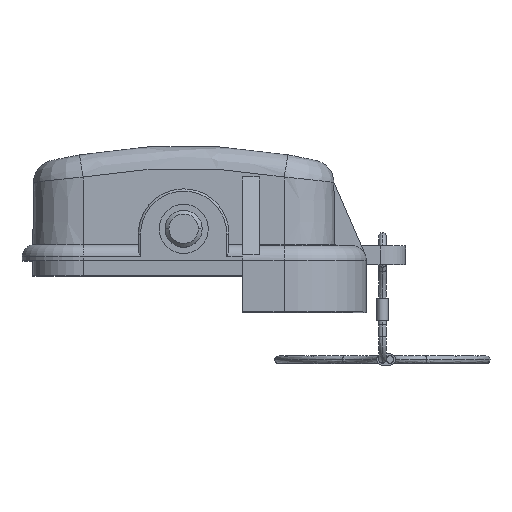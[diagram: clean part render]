
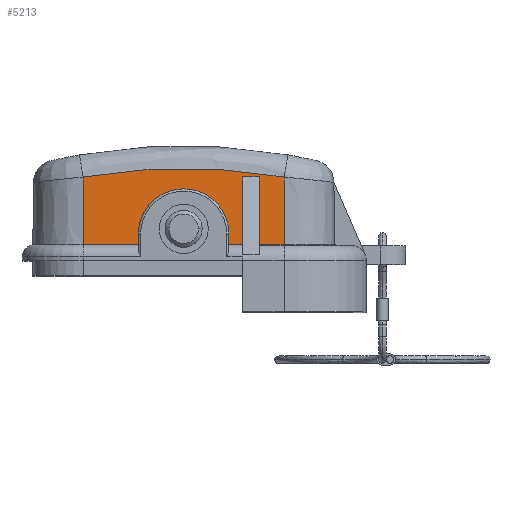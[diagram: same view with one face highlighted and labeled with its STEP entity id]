
A CAD part, top view. The second image highlights one B-rep face of the part: STEP entity #5213.
In plain terms, the highlighted planar face has unit normal (0, 0.009, 1).
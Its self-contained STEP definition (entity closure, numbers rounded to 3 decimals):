
#812=DIRECTION('',(0.,-1.,0.009));
#813=VECTOR('',#812,8.978);
#814=CARTESIAN_POINT('',(13.3,-1.591,28.486));
#815=LINE('',#814,#813);
#904=DIRECTION('',(0.,1.,-0.009));
#905=VECTOR('',#904,8.978);
#906=CARTESIAN_POINT('',(10.,-10.568,28.564));
#907=LINE('',#906,#905);
#921=DIRECTION('',(-1.,0.,0.));
#922=VECTOR('',#921,3.3);
#923=CARTESIAN_POINT('',(13.3,-10.568,28.564));
#924=LINE('',#923,#922);
#925=CARTESIAN_POINT('',(13.3,-1.591,28.486));
#926=CARTESIAN_POINT('',(4.524,-0.052,28.473));
#927=CARTESIAN_POINT('',(-4.524,-0.052,
28.473));
#928=CARTESIAN_POINT('',(-13.3,-1.591,28.486));
#935=CARTESIAN_POINT('',(13.3,-1.591,28.486));
#956=CARTESIAN_POINT('',(-13.3,-1.591,28.486));
#1113=DIRECTION('',(0.,1.,-0.009));
#1114=VECTOR('',#1113,8.978);
#1115=CARTESIAN_POINT('',(-13.3,-10.568,
28.564));
#1116=LINE('',#1115,#1114);
#1482=DIRECTION('',(0.,-1.,0.009));
#1483=VECTOR('',#1482,8.978);
#1484=CARTESIAN_POINT('',(7.8,-1.591,28.486));
#1485=LINE('',#1484,#1483);
#1547=DIRECTION('',(-1.,0.,0.));
#1548=VECTOR('',#1547,21.1);
#1549=CARTESIAN_POINT('',(7.8,-10.568,28.564));
#1550=LINE('',#1549,#1548);
#1696=DIRECTION('',(-1.,0.,0.));
#1697=VECTOR('',#1696,2.2);
#1698=CARTESIAN_POINT('',(10.,-1.591,28.486));
#1699=LINE('',#1698,#1697);
#3436=CARTESIAN_POINT('',(13.3,-10.568,28.564));
#3438=VERTEX_POINT('',#3436);
#3470=CARTESIAN_POINT('',(10.,-10.568,28.564));
#3471=CARTESIAN_POINT('',(10.,-1.591,28.486));
#3472=VERTEX_POINT('',#3470);
#3473=VERTEX_POINT('',#3471);
#3482=CARTESIAN_POINT('',(7.8,-1.591,28.486));
#3483=CARTESIAN_POINT('',(7.8,-10.568,28.564));
#3484=VERTEX_POINT('',#3482);
#3485=VERTEX_POINT('',#3483);
#3672=VERTEX_POINT('',#935);
#3674=VERTEX_POINT('',#956);
#3681=CARTESIAN_POINT('',(-13.3,-10.568,
28.564));
#3682=VERTEX_POINT('',#3681);
#5193=CARTESIAN_POINT('',(-14.163,-14.66,28.6));
#5194=DIRECTION('',(0.,0.009,1.));
#5195=DIRECTION('',(0.,-1.,0.009));
#5196=AXIS2_PLACEMENT_3D('',#5193,#5194,#5195);
#5197=PLANE('',#5196);
#5199=ORIENTED_EDGE('',*,*,#5198,.F.);
#5200=ORIENTED_EDGE('',*,*,#5074,.T.);
#5201=ORIENTED_EDGE('',*,*,#5187,.T.);
#5202=ORIENTED_EDGE('',*,*,#5160,.T.);
#5204=ORIENTED_EDGE('',*,*,#5203,.T.);
#5206=ORIENTED_EDGE('',*,*,#5205,.T.);
#5208=ORIENTED_EDGE('',*,*,#5207,.T.);
#5210=ORIENTED_EDGE('',*,*,#5209,.T.);
#5211=EDGE_LOOP('',(#5199,#5200,#5201,#5202,#5204,#5206,#5208,#5210));
#5212=FACE_OUTER_BOUND('',#5211,.F.);
#5213=ADVANCED_FACE('',(#5212),#5197,.T.);
#929=B_SPLINE_CURVE_WITH_KNOTS('',3,(#925,#926,#927,#928),.UNSPECIFIED.,.F.,.F.,
(4,4),(0.,1.),.UNSPECIFIED.);
#5074=EDGE_CURVE('',#3672,#3438,#815,.T.);
#5160=EDGE_CURVE('',#3472,#3473,#907,.T.);
#5187=EDGE_CURVE('',#3438,#3472,#924,.T.);
#5198=EDGE_CURVE('',#3672,#3674,#929,.T.);
#5203=EDGE_CURVE('',#3473,#3484,#1699,.T.);
#5205=EDGE_CURVE('',#3484,#3485,#1485,.T.);
#5207=EDGE_CURVE('',#3485,#3682,#1550,.T.);
#5209=EDGE_CURVE('',#3682,#3674,#1116,.T.);
